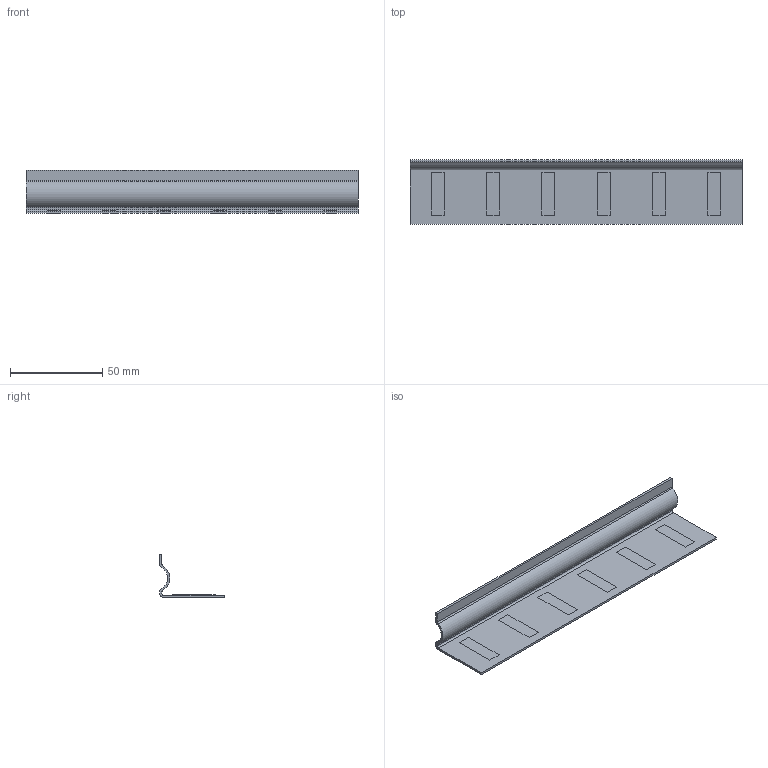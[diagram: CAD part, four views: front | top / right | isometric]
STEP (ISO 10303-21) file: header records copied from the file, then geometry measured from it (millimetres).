
FILE_DESCRIPTION(/* description */ (''),/* implementation_level */ '2;1');
FILE_NAME(/* name */ '483528.stp',/* time_stamp */ '2023-12-19T13:46:35+01:00',/* author */ ('bonnaudn'),/* organization */ (''),/* preprocessor_version */ 'ST-DEVELOPER v19.2',/* originating_system */ 'AutoCAD Mechanical',/* authorisation */ '');
FILE_SCHEMA (('AUTOMOTIVE_DESIGN { 1 0 10303 214 3 1 1 }'));
Length unit declared in the file: millimetre
Products named in the file (1): Product
Bounding box: 180 x 35 x 23.7 mm (x, y, z)
Volume: 12897 mm3; surface area: 24019 mm2
Topology: 1 solids, 13 shells, 30 faces, 96 edges, 80 vertices
Faces by surface type: plane 22, cylinder 8
Entity records: 1121 total; most frequent: CARTESIAN_POINT 207, DIRECTION 174, ORIENTED_EDGE 144, EDGE_CURVE 96, LINE 80, VECTOR 80, VERTEX_POINT 80, AXIS2_PLACEMENT_3D 47
